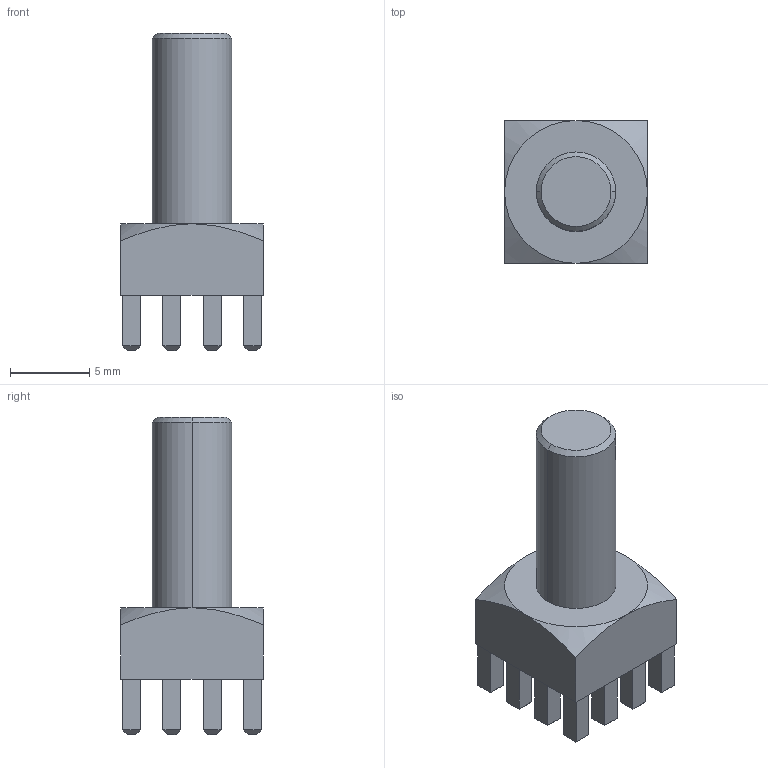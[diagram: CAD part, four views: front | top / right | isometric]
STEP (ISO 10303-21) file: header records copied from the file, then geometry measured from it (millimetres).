
FILE_DESCRIPTION (( 'STEP AP203' ), '1' );
FILE_NAME ('96285-A.STEP', '2013-12-17T20:24:34', ( 'Hajo' ), ( 'Microsoft' ), 'SwSTEP 2.0', 'SolidWorks 2011', '' );
FILE_SCHEMA (( 'CONFIG_CONTROL_DESIGN' ));
Length unit declared in the file: millimetre
Products named in the file (1): 96285-A
Bounding box: 9 x 9 x 20 mm (x, y, z)
Volume: 662.6 mm3; surface area: 736.5 mm2
Topology: 1 solids, 1 shells, 159 faces, 350 edges, 210 vertices
Faces by surface type: plane 151, cone 6, cylinder 2
Entity records: 4311 total; most frequent: CARTESIAN_POINT 776, ORIENTED_EDGE 700, DIRECTION 672, EDGE_CURVE 350, LINE 332, VECTOR 332, VERTEX_POINT 210, EDGE_LOOP 176
